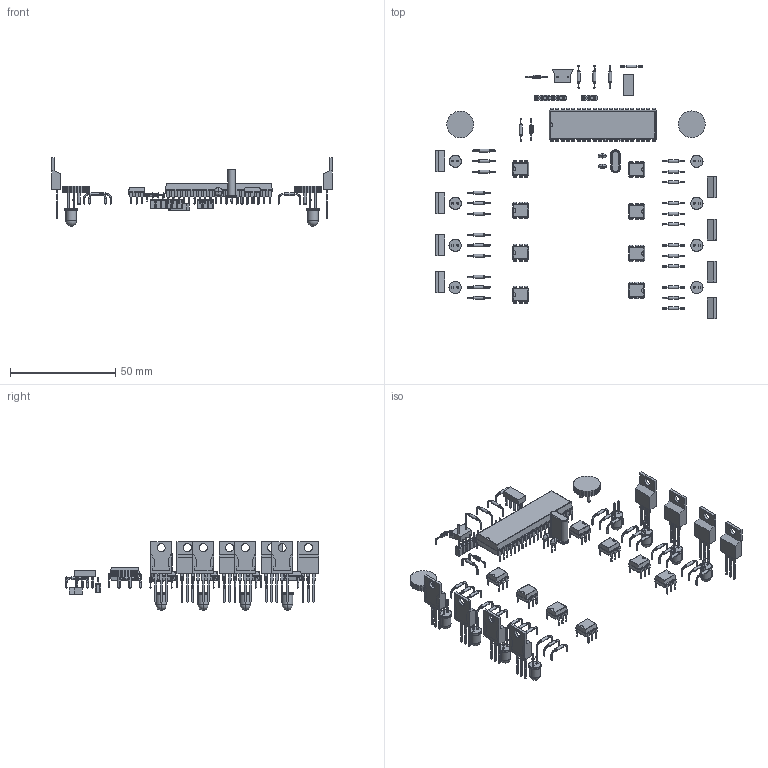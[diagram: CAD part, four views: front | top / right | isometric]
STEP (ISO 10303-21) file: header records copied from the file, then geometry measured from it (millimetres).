
FILE_DESCRIPTION(('PCB Model'),'2;1');
FILE_NAME('Hardware - [Proteus].STEP','2018-03-05T22:57:58',('DAVID'),( 'Unspecified'),'Open CASCADE STEP processor 6.8','Proteus','Unknown' );
FILE_SCHEMA(('CONFIG_CONTROL_DESIGN','SHAPE_APPEARANCE_LAYER_MIM'));
Length unit declared in the file: millimetre
Products named in the file (130): Open CASCADE STEP translator 6.8 2; U2; Open CASCADE STEP translator 6.8 2.1.1; Body_1; R1; Open CASCADE STEP translator 6.8 2.2.1; Pin_1; Pin_2; R2; R3; R4; R5; R6; R7; R8; D1; Open CASCADE STEP translator 6.8 2.10.1; D2; Open CASCADE STEP translator 6.8 2.11.1; D3; Open CASCADE STEP translator 6.8 2.12.1; D4; Open CASCADE STEP translator 6.8 2.13.1; D5; Open CASCADE STEP translator 6.8 2.14.1; D6; Open CASCADE STEP translator 6.8 2.15.1; D7; Open CASCADE STEP translator 6.8 2.16.1; D8; Open CASCADE STEP translator 6.8 2.17.1; R15; R17; R19; R21; R23; R25; R27; R29; U1 ...
Assembly tree (181 placements, depth 4):
  Open CASCADE STEP translator 6.8 2
    U2
      Open CASCADE STEP translator 6.8 2.1.1
        Body_1
    R1
      Open CASCADE STEP translator 6.8 2.2.1
        Body_1
        Pin_1
        Pin_2
    R2
      Open CASCADE STEP translator 6.8 2.2.1
        Body_1
        Pin_1
        Pin_2
    R3
      Open CASCADE STEP translator 6.8 2.2.1
        Body_1
        Pin_1
        Pin_2
    R4
      Open CASCADE STEP translator 6.8 2.2.1
        Body_1
        Pin_1
        Pin_2
    R5
      Open CASCADE STEP translator 6.8 2.2.1
        Body_1
        Pin_1
        Pin_2
    R6
      Open CASCADE STEP translator 6.8 2.2.1
        Body_1
        Pin_1
        Pin_2
    R7
      Open CASCADE STEP translator 6.8 2.2.1
        Body_1
        Pin_1
        Pin_2
    R8
      Open CASCADE STEP translator 6.8 2.2.1
        Body_1
        Pin_1
        Pin_2
    D1
      Open CASCADE STEP translator 6.8 2.10.1
        Body_1
    D2
      Open CASCADE STEP translator 6.8 2.11.1
        Body_1
    D3
      Open CASCADE STEP translator 6.8 2.12.1
        Body_1
    D4
      Open CASCADE STEP translator 6.8 2.13.1
        Body_1
    D5
      Open CASCADE STEP translator 6.8 2.14.1
        Body_1
    D6
Bounding box: 133.5 x 120.67 x 32.47 mm (x, y, z)
Volume: 12048.8 mm3; surface area: 16996.7 mm2
Topology: 141 solids, 149 shells, 4955 faces, 13053 edges, 8218 vertices
Faces by surface type: plane 2647, cylinder 1155, sphere 345, torus 290, bspline 248, cone 212, extrusion 58
Entity records: 76466 total; most frequent: CARTESIAN_POINT 13302, ORIENTED_EDGE 9276, DIRECTION 8938, EDGE_CURVE 4638, VECTOR 3152, LINE 3150, VERTEX_POINT 3068, AXIS2_PLACEMENT_3D 2893
